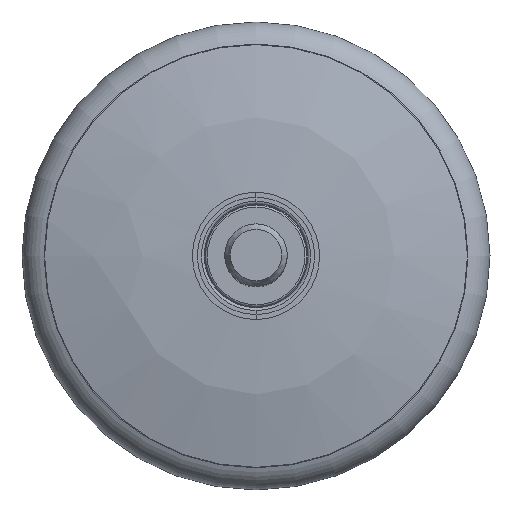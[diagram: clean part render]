
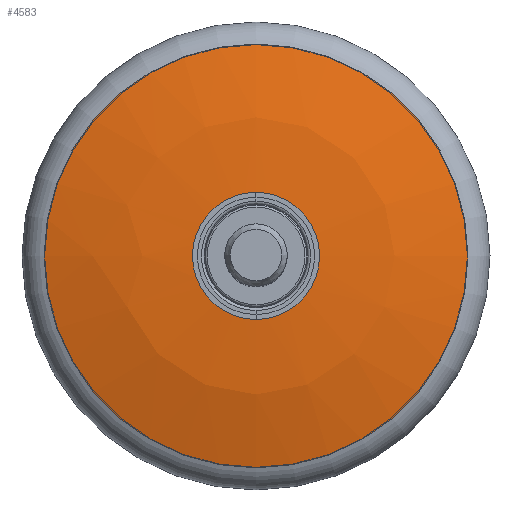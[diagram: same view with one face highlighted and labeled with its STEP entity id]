
A CAD part, top view. The second image highlights one B-rep face of the part: STEP entity #4583.
In plain terms, the highlighted free-form (B-spline) face has degree [2, 2] with [3, 9] control points.
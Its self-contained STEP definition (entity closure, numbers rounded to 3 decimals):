
#626=FACE_OUTER_BOUND('',#952,.T.);
#952=EDGE_LOOP('',(#3101,#3102,#3103,#3104,#3105,#3106,#3107));
#1294=CIRCLE('',#5041,16.307);
#1296=CIRCLE('',#5043,16.307);
#1297=CIRCLE('',#5044,130.);
#1298=CIRCLE('',#5045,54.339);
#1299=CIRCLE('',#5046,54.339);
#1300=CIRCLE('',#5047,16.307);
#1890=VERTEX_POINT('',#7461);
#1892=VERTEX_POINT('',#7464);
#1894=VERTEX_POINT('',#7496);
#1895=VERTEX_POINT('',#7498);
#1896=VERTEX_POINT('',#7500);
#2373=EDGE_CURVE('',#1892,#1890,#1294,.T.);
#2376=EDGE_CURVE('',#1890,#1894,#1296,.T.);
#2377=EDGE_CURVE('',#1894,#1895,#1297,.T.);
#2378=EDGE_CURVE('',#1896,#1895,#1298,.T.);
#2379=EDGE_CURVE('',#1895,#1896,#1299,.T.);
#2380=EDGE_CURVE('',#1894,#1892,#1300,.T.);
#3101=ORIENTED_EDGE('',*,*,#2373,.T.);
#3102=ORIENTED_EDGE('',*,*,#2376,.T.);
#3103=ORIENTED_EDGE('',*,*,#2377,.T.);
#3104=ORIENTED_EDGE('',*,*,#2378,.F.);
#3105=ORIENTED_EDGE('',*,*,#2379,.F.);
#3106=ORIENTED_EDGE('',*,*,#2377,.F.);
#3107=ORIENTED_EDGE('',*,*,#2380,.T.);
#4544=(
BOUNDED_SURFACE()
B_SPLINE_SURFACE(2,2,((#7469,#7470,#7471,#7472,#7473,#7474,#7475,#7476,
#7477),(#7478,#7479,#7480,#7481,#7482,#7483,#7484,#7485,#7486),(#7487,#7488,
#7489,#7490,#7491,#7492,#7493,#7494,#7495)),.UNSPECIFIED.,.F.,.T.,.F.)
B_SPLINE_SURFACE_WITH_KNOTS((3,3),(3,2,2,2,3),(1.274,1.571),
(-3.142,-1.571,0.,1.571,3.142),
 .UNSPECIFIED.)
GEOMETRIC_REPRESENTATION_ITEM()
RATIONAL_B_SPLINE_SURFACE(((1.,0.707,1.,0.707,1.,
0.707,1.,0.707,1.),(0.989,0.699,
0.989,0.699,0.989,0.699,
0.989,0.699,0.989),(1.,0.707,
1.,0.707,1.,0.707,1.,0.707,1.)))
REPRESENTATION_ITEM('')
SURFACE()
);
#4583=ADVANCED_FACE('',(#626),#4544,.F.);
#5041=AXIS2_PLACEMENT_3D('',#7465,#5800,#5801);
#5043=AXIS2_PLACEMENT_3D('',#7497,#5805,#5806);
#5044=AXIS2_PLACEMENT_3D('',#7499,#5807,#5808);
#5045=AXIS2_PLACEMENT_3D('',#7501,#5809,#5810);
#5046=AXIS2_PLACEMENT_3D('',#7502,#5811,#5812);
#5047=AXIS2_PLACEMENT_3D('',#7503,#5813,#5814);
#5800=DIRECTION('center_axis',(0.,0.,
-1.));
#5801=DIRECTION('ref_axis',(0.,1.,0.));
#5805=DIRECTION('center_axis',(0.,0.,
-1.));
#5806=DIRECTION('ref_axis',(0.,1.,0.));
#5807=DIRECTION('center_axis',(0.,-1.,0.));
#5808=DIRECTION('ref_axis',(-1.,0.,0.));
#5809=DIRECTION('center_axis',(0.,0.,
-1.));
#5810=DIRECTION('ref_axis',(0.,1.,0.));
#5811=DIRECTION('center_axis',(0.,0.,
-1.));
#5812=DIRECTION('ref_axis',(0.,1.,0.));
#5813=DIRECTION('center_axis',(0.,0.,
-1.));
#5814=DIRECTION('ref_axis',(0.,1.,0.));
#7461=CARTESIAN_POINT('',(0.,-16.307,9.509));
#7464=CARTESIAN_POINT('',(0.,16.307,9.509));
#7465=CARTESIAN_POINT('Origin',(0.,0.,
9.509));
#7469=CARTESIAN_POINT('Ctrl Pts',(-54.339,0.,
3.822));
#7470=CARTESIAN_POINT('Ctrl Pts',(-54.339,-54.339,3.822));
#7471=CARTESIAN_POINT('Ctrl Pts',(0.,-54.339,
3.822));
#7472=CARTESIAN_POINT('Ctrl Pts',(54.339,-54.339,3.822));
#7473=CARTESIAN_POINT('Ctrl Pts',(54.339,0.,
3.822));
#7474=CARTESIAN_POINT('Ctrl Pts',(54.339,54.339,3.822));
#7475=CARTESIAN_POINT('Ctrl Pts',(0.,54.339,
3.822));
#7476=CARTESIAN_POINT('Ctrl Pts',(-54.339,54.339,3.822));
#7477=CARTESIAN_POINT('Ctrl Pts',(-54.339,0.,
3.822));
#7478=CARTESIAN_POINT('Ctrl Pts',(-35.748,0.,
9.509));
#7479=CARTESIAN_POINT('Ctrl Pts',(-35.748,-35.748,9.509));
#7480=CARTESIAN_POINT('Ctrl Pts',(0.,-35.748,
9.509));
#7481=CARTESIAN_POINT('Ctrl Pts',(35.748,-35.748,9.509));
#7482=CARTESIAN_POINT('Ctrl Pts',(35.748,0.,
9.509));
#7483=CARTESIAN_POINT('Ctrl Pts',(35.748,35.748,9.509));
#7484=CARTESIAN_POINT('Ctrl Pts',(0.,35.748,
9.509));
#7485=CARTESIAN_POINT('Ctrl Pts',(-35.748,35.748,9.509));
#7486=CARTESIAN_POINT('Ctrl Pts',(-35.748,0.,
9.509));
#7487=CARTESIAN_POINT('Ctrl Pts',(-16.307,0.,
9.509));
#7488=CARTESIAN_POINT('Ctrl Pts',(-16.307,-16.307,9.509));
#7489=CARTESIAN_POINT('Ctrl Pts',(0.,-16.307,
9.509));
#7490=CARTESIAN_POINT('Ctrl Pts',(16.307,-16.307,9.509));
#7491=CARTESIAN_POINT('Ctrl Pts',(16.307,0.,
9.509));
#7492=CARTESIAN_POINT('Ctrl Pts',(16.307,16.307,9.509));
#7493=CARTESIAN_POINT('Ctrl Pts',(0.,16.307,
9.509));
#7494=CARTESIAN_POINT('Ctrl Pts',(-16.307,16.307,9.509));
#7495=CARTESIAN_POINT('Ctrl Pts',(-16.307,0.,
9.509));
#7496=CARTESIAN_POINT('',(-16.307,0.,9.509));
#7497=CARTESIAN_POINT('Origin',(0.,0.,
9.509));
#7498=CARTESIAN_POINT('',(-54.339,0.,3.822));
#7499=CARTESIAN_POINT('Origin',(-16.307,0.,
-120.491));
#7500=CARTESIAN_POINT('',(0.,-54.339,3.822));
#7501=CARTESIAN_POINT('Origin',(0.,0.,
3.822));
#7502=CARTESIAN_POINT('Origin',(0.,0.,
3.822));
#7503=CARTESIAN_POINT('Origin',(0.,0.,
9.509));
